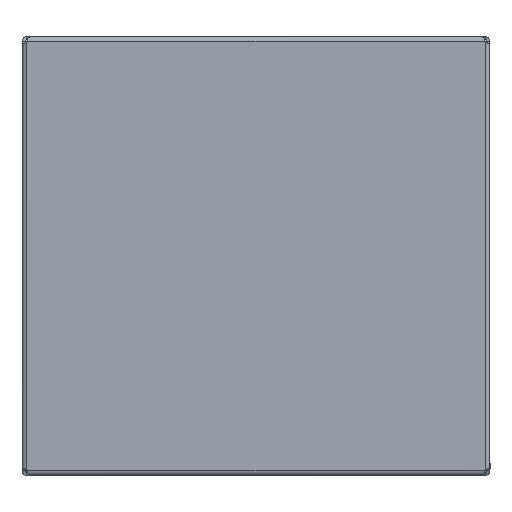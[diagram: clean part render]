
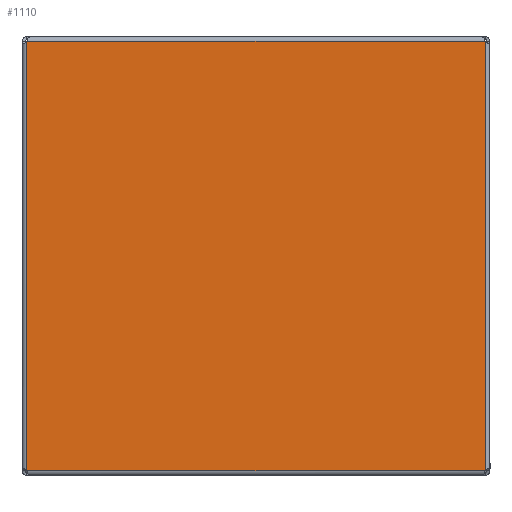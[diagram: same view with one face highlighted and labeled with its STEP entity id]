
A CAD part, front view. The second image highlights one B-rep face of the part: STEP entity #1110.
In plain terms, the highlighted planar face has unit normal (0, -1, 0).
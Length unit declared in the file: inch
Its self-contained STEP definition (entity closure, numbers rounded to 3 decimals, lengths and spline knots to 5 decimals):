
#80 = LINE ( 'NONE', #7150, #1142 ) ;
#176 = VECTOR ( 'NONE', #339, 39.37008 ) ;
#339 = DIRECTION ( 'NONE',  ( -1., 0., 0. ) ) ;
#358 = ORIENTED_EDGE ( 'NONE', *, *, #6233, .T. ) ;
#399 = DIRECTION ( 'NONE',  ( 0., -1., 0. ) ) ;
#473 = CARTESIAN_POINT ( 'NONE',  ( -16.9548, 0., 0. ) ) ;
#1110 = ADVANCED_FACE ( 'NONE', ( #5051 ), #1638, .T. ) ;
#1142 = VECTOR ( 'NONE', #1933, 39.37008 ) ;
#1255 = ORIENTED_EDGE ( 'NONE', *, *, #5848, .T. ) ;
#1638 = PLANE ( 'NONE',  #7343 ) ;
#1779 = EDGE_CURVE ( 'NONE', #4609, #2251, #3290, .T. ) ;
#1933 = DIRECTION ( 'NONE',  ( 0., 0., 1. ) ) ;
#2011 = ORIENTED_EDGE ( 'NONE', *, *, #1779, .T. ) ;
#2251 = VERTEX_POINT ( 'NONE', #7305 ) ;
#2374 = VECTOR ( 'NONE', #2725, 39.37008 ) ;
#2588 = EDGE_CURVE ( 'NONE', #3993, #4609, #80, .T. ) ;
#2725 = DIRECTION ( 'NONE',  ( 1., 0., 0. ) ) ;
#3060 = CARTESIAN_POINT ( 'NONE',  ( -7.83352, 0., 0. ) ) ;
#3147 = CARTESIAN_POINT ( 'NONE',  ( 7.83352, 0., -15.66504 ) ) ;
#3290 = LINE ( 'NONE', #7520, #176 ) ;
#3507 = VECTOR ( 'NONE', #5921, 39.37008 ) ;
#3993 = VERTEX_POINT ( 'NONE', #3147 ) ;
#4082 = CARTESIAN_POINT ( 'NONE',  ( 7.83352, 0., -0.99806 ) ) ;
#4507 = LINE ( 'NONE', #4582, #2374 ) ;
#4582 = CARTESIAN_POINT ( 'NONE',  ( -16.9548, 0., -15.66504 ) ) ;
#4609 = VERTEX_POINT ( 'NONE', #4082 ) ;
#5051 = FACE_OUTER_BOUND ( 'NONE', #7159, .T. ) ;
#5122 = DIRECTION ( 'NONE',  ( 0., 0., -1. ) ) ;
#5848 = EDGE_CURVE ( 'NONE', #2251, #7611, #6495, .T. ) ;
#5921 = DIRECTION ( 'NONE',  ( 0., 0., -1. ) ) ;
#6233 = EDGE_CURVE ( 'NONE', #7611, #3993, #4507, .T. ) ;
#6495 = LINE ( 'NONE', #3060, #3507 ) ;
#6766 = ORIENTED_EDGE ( 'NONE', *, *, #2588, .T. ) ;
#7150 = CARTESIAN_POINT ( 'NONE',  ( 7.83352, 0., 0. ) ) ;
#7159 = EDGE_LOOP ( 'NONE', ( #1255, #358, #6766, #2011 ) ) ;
#7305 = CARTESIAN_POINT ( 'NONE',  ( -7.83352, 0., -0.99806 ) ) ;
#7343 = AXIS2_PLACEMENT_3D ( 'NONE', #473, #399, #5122 ) ;
#7515 = CARTESIAN_POINT ( 'NONE',  ( -7.83352, 0., -15.66504 ) ) ;
#7520 = CARTESIAN_POINT ( 'NONE',  ( -16.9548, 0., -0.99806 ) ) ;
#7611 = VERTEX_POINT ( 'NONE', #7515 ) ;
